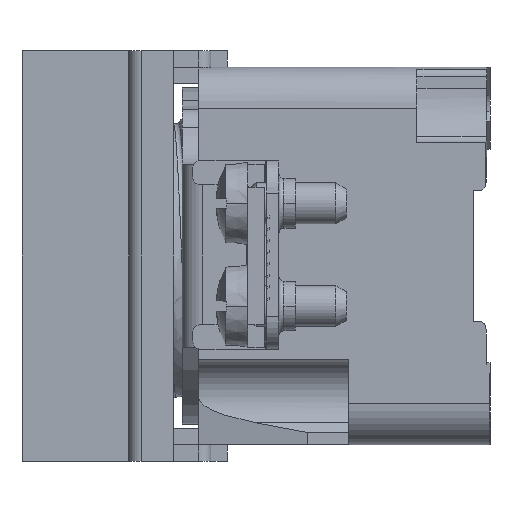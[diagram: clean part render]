
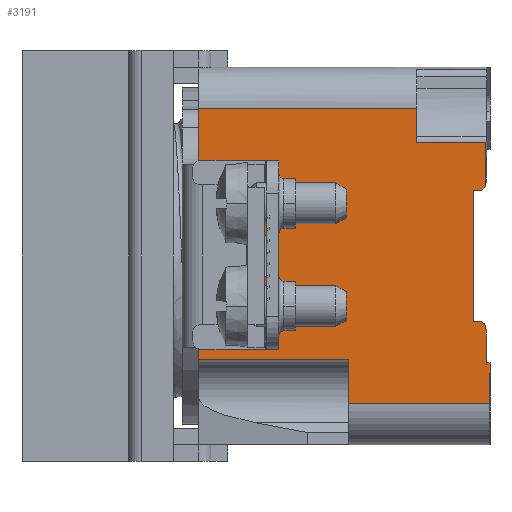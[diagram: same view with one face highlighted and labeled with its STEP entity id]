
A CAD part, left-side view. The second image highlights one B-rep face of the part: STEP entity #3191.
In plain terms, the highlighted planar face has unit normal (-1, 0, 0).
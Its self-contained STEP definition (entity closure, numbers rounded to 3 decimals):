
#260=DIRECTION('',(0.,0.,-1.));
#261=VECTOR('',#260,8.);
#262=CARTESIAN_POINT('',(-23.,35.5,18.));
#263=LINE('',#262,#261);
#320=DIRECTION('',(0.,0.,-1.));
#321=VECTOR('',#320,4.124);
#322=CARTESIAN_POINT('',(-23.,8.9,18.));
#323=LINE('',#322,#321);
#327=DIRECTION('',(0.,0.707,-0.707));
#328=VECTOR('',#327,0.6);
#329=CARTESIAN_POINT('',(-23.,0.576,8.424));
#330=LINE('',#329,#328);
#334=DIRECTION('',(0.,-1.,0.));
#335=VECTOR('',#334,1.);
#336=CARTESIAN_POINT('',(-23.,2.,-8.));
#337=LINE('',#336,#335);
#341=DIRECTION('',(0.,-0.707,-0.707));
#342=VECTOR('',#341,0.712);
#343=CARTESIAN_POINT('',(-23.,1.,-8.));
#344=LINE('',#343,#342);
#348=DIRECTION('',(0.,-0.022,-1.));
#349=VECTOR('',#348,4.498);
#350=CARTESIAN_POINT('',(-23.,0.497,-8.503));
#351=LINE('',#350,#349);
#355=DIRECTION('',(0.,-1.,0.));
#356=VECTOR('',#355,0.4);
#357=CARTESIAN_POINT('',(-23.,0.4,-13.));
#358=LINE('',#357,#356);
#362=DIRECTION('',(0.,0.,-1.));
#363=VECTOR('',#362,5.);
#364=CARTESIAN_POINT('',(-23.,0.,-13.));
#365=LINE('',#364,#363);
#369=DIRECTION('',(0.,0.,1.));
#370=VECTOR('',#369,2.647);
#371=CARTESIAN_POINT('',(-23.,35.5,-12.647));
#372=LINE('',#371,#370);
#376=DIRECTION('',(0.,-0.866,0.5));
#377=VECTOR('',#376,3.464);
#378=CARTESIAN_POINT('',(-23.,35.5,-10.));
#379=LINE('',#378,#377);
#383=DIRECTION('',(0.,0.,1.));
#384=VECTOR('',#383,16.536);
#385=CARTESIAN_POINT('',(-23.,32.5,-8.268));
#386=LINE('',#385,#384);
#390=DIRECTION('',(0.,0.866,0.5));
#391=VECTOR('',#390,3.464);
#392=CARTESIAN_POINT('',(-23.,32.5,8.268));
#393=LINE('',#392,#391);
#397=DIRECTION('',(0.,1.,0.));
#398=VECTOR('',#397,26.6);
#399=CARTESIAN_POINT('',(-23.,8.9,18.));
#400=LINE('',#399,#398);
#1125=DIRECTION('',(0.,-1.,0.));
#1126=VECTOR('',#1125,18.3);
#1127=CARTESIAN_POINT('',(-23.,35.5,-12.647));
#1128=LINE('',#1127,#1126);
#1139=DIRECTION('',(0.,0.,-1.));
#1140=VECTOR('',#1139,5.353);
#1141=CARTESIAN_POINT('',(-23.,17.2,-12.647));
#1142=LINE('',#1141,#1140);
#1237=DIRECTION('',(0.,-1.,0.));
#1238=VECTOR('',#1237,17.2);
#1239=CARTESIAN_POINT('',(-23.,17.2,-18.));
#1240=LINE('',#1239,#1238);
#1468=DIRECTION('',(0.,0.,1.));
#1469=VECTOR('',#1468,16.);
#1470=CARTESIAN_POINT('',(-23.,2.,-8.));
#1471=LINE('',#1470,#1469);
#1521=DIRECTION('',(0.,-1.,0.));
#1522=VECTOR('',#1521,1.);
#1523=CARTESIAN_POINT('',(-23.,2.,8.));
#1524=LINE('',#1523,#1522);
#1535=DIRECTION('',(0.,-0.016,1.));
#1536=VECTOR('',#1535,5.453);
#1537=CARTESIAN_POINT('',(-23.,0.576,8.424));
#1538=LINE('',#1537,#1536);
#1595=DIRECTION('',(0.,1.,0.));
#1596=VECTOR('',#1595,8.411);
#1597=CARTESIAN_POINT('',(-23.,0.489,13.876));
#1598=LINE('',#1597,#1596);
#2728=CARTESIAN_POINT('',(-23.,35.5,18.));
#2729=CARTESIAN_POINT('',(-23.,35.5,10.));
#2730=VERTEX_POINT('',#2728);
#2731=VERTEX_POINT('',#2729);
#2778=CARTESIAN_POINT('',(-23.,0.576,8.424));
#2779=CARTESIAN_POINT('',(-23.,0.489,13.876));
#2780=VERTEX_POINT('',#2778);
#2781=VERTEX_POINT('',#2779);
#2792=CARTESIAN_POINT('',(-23.,8.9,18.));
#2793=VERTEX_POINT('',#2792);
#2794=CARTESIAN_POINT('',(-23.,8.9,13.876));
#2795=VERTEX_POINT('',#2794);
#2796=CARTESIAN_POINT('',(-23.,1.,8.));
#2797=VERTEX_POINT('',#2796);
#2798=CARTESIAN_POINT('',(-23.,2.,8.));
#2799=VERTEX_POINT('',#2798);
#2800=CARTESIAN_POINT('',(-23.,2.,-8.));
#2801=VERTEX_POINT('',#2800);
#2802=CARTESIAN_POINT('',(-23.,1.,-8.));
#2803=VERTEX_POINT('',#2802);
#2804=CARTESIAN_POINT('',(-23.,0.497,-8.503));
#2805=VERTEX_POINT('',#2804);
#2806=CARTESIAN_POINT('',(-23.,0.4,-13.));
#2807=VERTEX_POINT('',#2806);
#2808=CARTESIAN_POINT('',(-23.,0.,-13.));
#2809=VERTEX_POINT('',#2808);
#2810=CARTESIAN_POINT('',(-23.,0.,-18.));
#2811=VERTEX_POINT('',#2810);
#2812=CARTESIAN_POINT('',(-23.,17.2,-18.));
#2813=VERTEX_POINT('',#2812);
#2814=CARTESIAN_POINT('',(-23.,17.2,-12.647));
#2815=VERTEX_POINT('',#2814);
#2816=CARTESIAN_POINT('',(-23.,35.5,-12.647));
#2817=VERTEX_POINT('',#2816);
#2818=CARTESIAN_POINT('',(-23.,35.5,-10.));
#2819=VERTEX_POINT('',#2818);
#2820=CARTESIAN_POINT('',(-23.,32.5,-8.268));
#2821=VERTEX_POINT('',#2820);
#2822=CARTESIAN_POINT('',(-23.,32.5,8.268));
#2823=VERTEX_POINT('',#2822);
#3145=CARTESIAN_POINT('',(-23.,0.,-23.));
#3146=DIRECTION('',(-1.,0.,0.));
#3147=DIRECTION('',(0.,0.,1.));
#3148=AXIS2_PLACEMENT_3D('',#3145,#3146,#3147);
#3149=PLANE('',#3148);
#3150=ORIENTED_EDGE('',*,*,#3124,.F.);
#3152=ORIENTED_EDGE('',*,*,#3151,.F.);
#3154=ORIENTED_EDGE('',*,*,#3153,.T.);
#3156=ORIENTED_EDGE('',*,*,#3155,.F.);
#3158=ORIENTED_EDGE('',*,*,#3157,.F.);
#3160=ORIENTED_EDGE('',*,*,#3159,.T.);
#3162=ORIENTED_EDGE('',*,*,#3161,.F.);
#3164=ORIENTED_EDGE('',*,*,#3163,.F.);
#3166=ORIENTED_EDGE('',*,*,#3165,.T.);
#3168=ORIENTED_EDGE('',*,*,#3167,.T.);
#3170=ORIENTED_EDGE('',*,*,#3169,.T.);
#3172=ORIENTED_EDGE('',*,*,#3171,.T.);
#3174=ORIENTED_EDGE('',*,*,#3173,.T.);
#3176=ORIENTED_EDGE('',*,*,#3175,.F.);
#3178=ORIENTED_EDGE('',*,*,#3177,.F.);
#3180=ORIENTED_EDGE('',*,*,#3179,.F.);
#3182=ORIENTED_EDGE('',*,*,#3181,.T.);
#3184=ORIENTED_EDGE('',*,*,#3183,.T.);
#3186=ORIENTED_EDGE('',*,*,#3185,.T.);
#3188=ORIENTED_EDGE('',*,*,#3187,.T.);
#3189=EDGE_LOOP('',(#3150,#3152,#3154,#3156,#3158,#3160,#3162,#3164,#3166,#3168,
#3170,#3172,#3174,#3176,#3178,#3180,#3182,#3184,#3186,#3188));
#3190=FACE_OUTER_BOUND('',#3189,.F.);
#3124=EDGE_CURVE('',#2730,#2731,#263,.T.);
#3151=EDGE_CURVE('',#2793,#2730,#400,.T.);
#3153=EDGE_CURVE('',#2793,#2795,#323,.T.);
#3155=EDGE_CURVE('',#2781,#2795,#1598,.T.);
#3157=EDGE_CURVE('',#2780,#2781,#1538,.T.);
#3159=EDGE_CURVE('',#2780,#2797,#330,.T.);
#3161=EDGE_CURVE('',#2799,#2797,#1524,.T.);
#3163=EDGE_CURVE('',#2801,#2799,#1471,.T.);
#3165=EDGE_CURVE('',#2801,#2803,#337,.T.);
#3167=EDGE_CURVE('',#2803,#2805,#344,.T.);
#3169=EDGE_CURVE('',#2805,#2807,#351,.T.);
#3171=EDGE_CURVE('',#2807,#2809,#358,.T.);
#3173=EDGE_CURVE('',#2809,#2811,#365,.T.);
#3175=EDGE_CURVE('',#2813,#2811,#1240,.T.);
#3177=EDGE_CURVE('',#2815,#2813,#1142,.T.);
#3179=EDGE_CURVE('',#2817,#2815,#1128,.T.);
#3181=EDGE_CURVE('',#2817,#2819,#372,.T.);
#3183=EDGE_CURVE('',#2819,#2821,#379,.T.);
#3185=EDGE_CURVE('',#2821,#2823,#386,.T.);
#3187=EDGE_CURVE('',#2823,#2731,#393,.T.);
#3191=ADVANCED_FACE('',(#3190),#3149,.T.);
